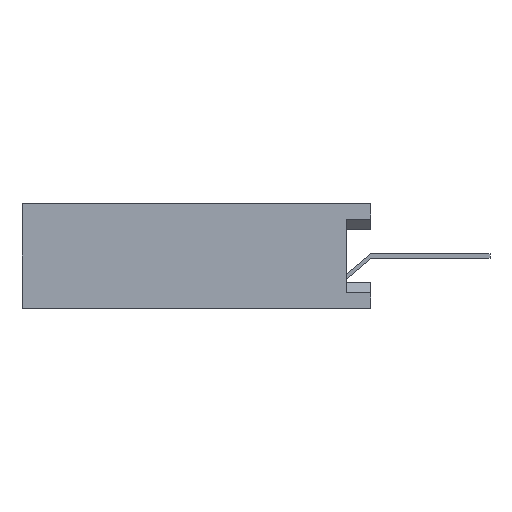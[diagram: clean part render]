
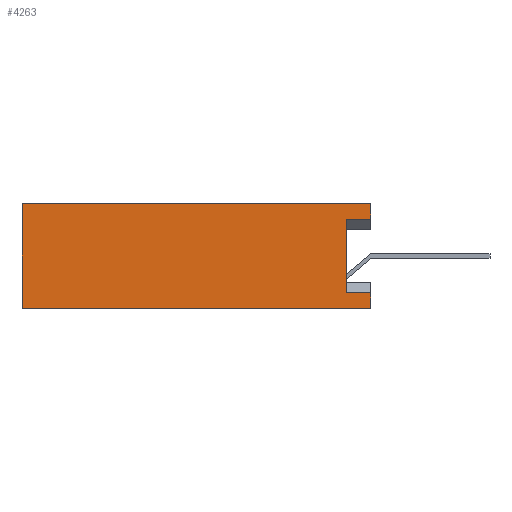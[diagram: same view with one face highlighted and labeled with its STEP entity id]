
A CAD part, left-side view. The second image highlights one B-rep face of the part: STEP entity #4263.
In plain terms, the highlighted planar face has unit normal (-1, 0, 0).
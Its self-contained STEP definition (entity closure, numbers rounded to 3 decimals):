
#17=DIRECTION('',(0.,-1.,0.));
#18=VECTOR('',#17,8.5);
#19=CARTESIAN_POINT('',(-6.35,4.25,-1.27));
#20=LINE('',#19,#18);
#197=DIRECTION('',(0.,0.,1.));
#198=VECTOR('',#197,0.37);
#199=CARTESIAN_POINT('',(-6.35,-4.25,-1.27));
#200=LINE('',#199,#198);
#213=DIRECTION('',(0.,0.,1.));
#214=VECTOR('',#213,0.37);
#215=CARTESIAN_POINT('',(-6.35,-4.25,0.9));
#216=LINE('',#215,#214);
#349=DIRECTION('',(0.,0.,1.));
#350=VECTOR('',#349,2.54);
#351=CARTESIAN_POINT('',(-6.35,4.25,-1.27));
#352=LINE('',#351,#350);
#353=DIRECTION('',(0.,1.,0.));
#354=VECTOR('',#353,0.6);
#355=CARTESIAN_POINT('',(-6.35,-4.25,0.9));
#356=LINE('',#355,#354);
#357=DIRECTION('',(0.,0.,1.));
#358=VECTOR('',#357,1.8);
#359=CARTESIAN_POINT('',(-6.35,-3.65,-0.9));
#360=LINE('',#359,#358);
#361=DIRECTION('',(0.,1.,0.));
#362=VECTOR('',#361,0.6);
#363=CARTESIAN_POINT('',(-6.35,-4.25,-0.9));
#364=LINE('',#363,#362);
#885=DIRECTION('',(0.,-1.,0.));
#886=VECTOR('',#885,8.5);
#887=CARTESIAN_POINT('',(-6.35,4.25,1.27));
#888=LINE('',#887,#886);
#2869=CARTESIAN_POINT('',(-6.35,4.25,-1.27));
#2870=CARTESIAN_POINT('',(-6.35,-4.25,-1.27));
#2871=VERTEX_POINT('',#2869);
#2872=VERTEX_POINT('',#2870);
#2877=CARTESIAN_POINT('',(-6.35,4.25,1.27));
#2878=CARTESIAN_POINT('',(-6.35,-4.25,1.27));
#2879=VERTEX_POINT('',#2877);
#2880=VERTEX_POINT('',#2878);
#3005=CARTESIAN_POINT('',(-6.35,-4.25,-0.9));
#3006=VERTEX_POINT('',#3005);
#3007=CARTESIAN_POINT('',(-6.35,-4.25,0.9));
#3008=VERTEX_POINT('',#3007);
#3021=CARTESIAN_POINT('',(-6.35,-3.65,-0.9));
#3022=CARTESIAN_POINT('',(-6.35,-3.65,0.9));
#3023=VERTEX_POINT('',#3021);
#3024=VERTEX_POINT('',#3022);
#4243=CARTESIAN_POINT('',(-6.35,4.25,-1.27));
#4244=DIRECTION('',(-1.,0.,0.));
#4245=DIRECTION('',(0.,-1.,0.));
#4246=AXIS2_PLACEMENT_3D('',#4243,#4244,#4245);
#4247=PLANE('',#4246);
#4248=ORIENTED_EDGE('',*,*,#4062,.F.);
#4249=ORIENTED_EDGE('',*,*,#3810,.F.);
#4251=ORIENTED_EDGE('',*,*,#4250,.T.);
#4253=ORIENTED_EDGE('',*,*,#4252,.T.);
#4254=ORIENTED_EDGE('',*,*,#4078,.F.);
#4256=ORIENTED_EDGE('',*,*,#4255,.T.);
#4258=ORIENTED_EDGE('',*,*,#4257,.F.);
#4260=ORIENTED_EDGE('',*,*,#4259,.F.);
#4261=EDGE_LOOP('',(#4248,#4249,#4251,#4253,#4254,#4256,#4258,#4260));
#4262=FACE_OUTER_BOUND('',#4261,.F.);
#4263=ADVANCED_FACE('',(#4262),#4247,.T.);
#3810=EDGE_CURVE('',#2871,#2872,#20,.T.);
#4062=EDGE_CURVE('',#2872,#3006,#200,.T.);
#4078=EDGE_CURVE('',#3008,#2880,#216,.T.);
#4250=EDGE_CURVE('',#2871,#2879,#352,.T.);
#4252=EDGE_CURVE('',#2879,#2880,#888,.T.);
#4255=EDGE_CURVE('',#3008,#3024,#356,.T.);
#4257=EDGE_CURVE('',#3023,#3024,#360,.T.);
#4259=EDGE_CURVE('',#3006,#3023,#364,.T.);
